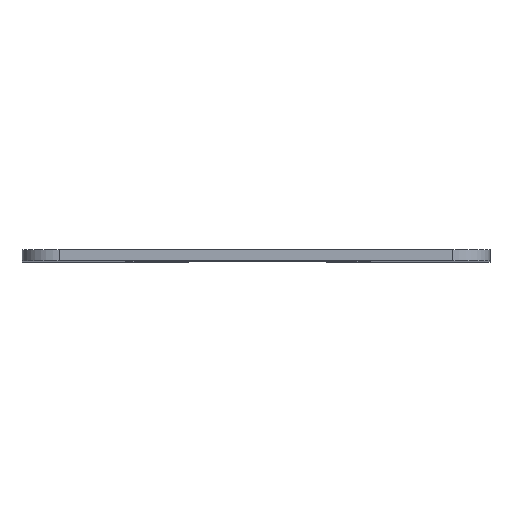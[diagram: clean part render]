
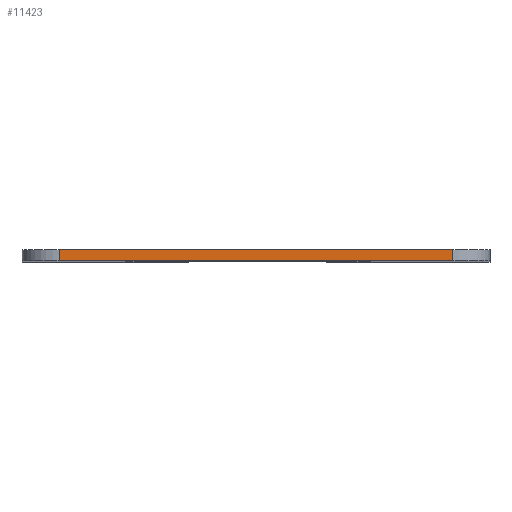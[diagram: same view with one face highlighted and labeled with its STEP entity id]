
A CAD part, top view. The second image highlights one B-rep face of the part: STEP entity #11423.
In plain terms, the highlighted planar face has unit normal (0, 0, 1).
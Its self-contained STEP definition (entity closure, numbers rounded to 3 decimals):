
#1933=FACE_OUTER_BOUND('',#2587,.T.);
#2587=EDGE_LOOP('',(#10447,#10448,#10449,#10450));
#3413=LINE('',#23294,#4270);
#3431=LINE('',#23382,#4288);
#3432=LINE('',#23385,#4289);
#3433=LINE('',#23386,#4290);
#4270=VECTOR('',#12785,10.);
#4288=VECTOR('',#12867,10.);
#4289=VECTOR('',#12870,10.);
#4290=VECTOR('',#12871,10.);
#5416=VERTEX_POINT('',#23276);
#5424=VERTEX_POINT('',#23292);
#5461=VERTEX_POINT('',#23378);
#5463=VERTEX_POINT('',#23384);
#7103=EDGE_CURVE('',#5424,#5416,#3413,.T.);
#7142=EDGE_CURVE('',#5416,#5461,#3431,.T.);
#7143=EDGE_CURVE('',#5463,#5424,#3432,.T.);
#7144=EDGE_CURVE('',#5461,#5463,#3433,.T.);
#10447=ORIENTED_EDGE('',*,*,#7142,.F.);
#10448=ORIENTED_EDGE('',*,*,#7103,.F.);
#10449=ORIENTED_EDGE('',*,*,#7143,.F.);
#10450=ORIENTED_EDGE('',*,*,#7144,.F.);
#10833=PLANE('',#11659);
#11423=ADVANCED_FACE('',(#1933),#10833,.T.);
#11659=AXIS2_PLACEMENT_3D('',#23383,#12868,#12869);
#12785=DIRECTION('',(-1.,0.,0.));
#12867=DIRECTION('',(0.,1.,0.));
#12868=DIRECTION('center_axis',(0.,0.,1.));
#12869=DIRECTION('ref_axis',(1.,0.,0.));
#12870=DIRECTION('',(0.,-1.,0.));
#12871=DIRECTION('',(1.,0.,0.));
#23276=CARTESIAN_POINT('',(-26.126,0.,48.25));
#23292=CARTESIAN_POINT('',(26.874,0.,48.25));
#23294=CARTESIAN_POINT('',(31.874,0.,48.25));
#23378=CARTESIAN_POINT('',(-26.126,1.5,48.25));
#23382=CARTESIAN_POINT('',(-26.126,0.,48.25));
#23383=CARTESIAN_POINT('Origin',(-31.126,0.,48.25));
#23384=CARTESIAN_POINT('',(26.874,1.5,48.25));
#23385=CARTESIAN_POINT('',(26.874,0.,48.25));
#23386=CARTESIAN_POINT('',(31.874,1.5,48.25));
